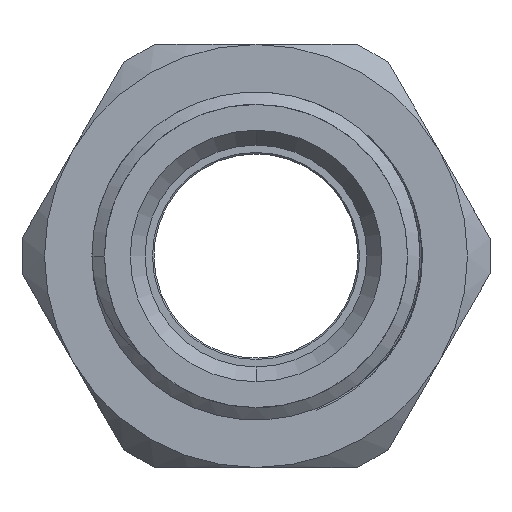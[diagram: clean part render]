
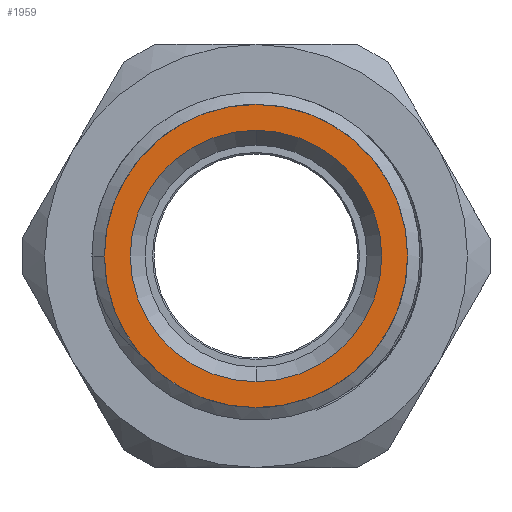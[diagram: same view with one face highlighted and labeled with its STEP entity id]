
A CAD part, front view. The second image highlights one B-rep face of the part: STEP entity #1959.
In plain terms, the highlighted planar face has unit normal (0, -1, 0).
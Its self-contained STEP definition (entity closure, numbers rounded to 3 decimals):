
#666 = AXIS2_PLACEMENT_3D ( 'NONE', #1695, #8921, #2733 ) ;
#843 = ORIENTED_EDGE ( 'NONE', *, *, #3916, .T. ) ;
#1159 = PLANE ( 'NONE',  #4287 ) ;
#1306 = EDGE_CURVE ( 'NONE', #4116, #5799, #3154, .T. ) ;
#1621 = DIRECTION ( 'NONE',  ( 0., -1., 0. ) ) ;
#1659 = FACE_OUTER_BOUND ( 'NONE', #6501, .T. ) ;
#1695 = CARTESIAN_POINT ( 'NONE',  ( 0., -13.1, 0. ) ) ;
#1959 = ADVANCED_FACE ( 'NONE', ( #1659, #4395 ), #1159, .T. ) ;
#2660 = ORIENTED_EDGE ( 'NONE', *, *, #4474, .F. ) ;
#2733 = DIRECTION ( 'NONE',  ( 0., 0., -1. ) ) ;
#2962 = CARTESIAN_POINT ( 'NONE',  ( 0., -13.1, -10.25 ) ) ;
#3154 = CIRCLE ( 'NONE', #666, 10.25 ) ;
#3226 = DIRECTION ( 'NONE',  ( 0., -1., 0. ) ) ;
#3559 = CIRCLE ( 'NONE', #11761, 10.25 ) ;
#3702 = CARTESIAN_POINT ( 'NONE',  ( 0., -13.1, 0. ) ) ;
#3916 = EDGE_CURVE ( 'NONE', #5799, #4116, #3559, .T. ) ;
#3986 = VERTEX_POINT ( 'NONE', #4769 ) ;
#4116 = VERTEX_POINT ( 'NONE', #2962 ) ;
#4287 = AXIS2_PLACEMENT_3D ( 'NONE', #12501, #3226, #10454 ) ;
#4306 = EDGE_CURVE ( 'NONE', #3986, #6617, #7604, .T. ) ;
#4395 = FACE_BOUND ( 'NONE', #11359, .T. ) ;
#4474 = EDGE_CURVE ( 'NONE', #6617, #3986, #6277, .T. ) ;
#4709 = CARTESIAN_POINT ( 'NONE',  ( 0., -13.1, 10.25 ) ) ;
#4741 = DIRECTION ( 'NONE',  ( 0., 0., -1. ) ) ;
#4769 = CARTESIAN_POINT ( 'NONE',  ( 0., -13.1, -8.5 ) ) ;
#5431 = AXIS2_PLACEMENT_3D ( 'NONE', #3702, #10925, #4741 ) ;
#5457 = CARTESIAN_POINT ( 'NONE',  ( 0., -13.1, 0. ) ) ;
#5799 = VERTEX_POINT ( 'NONE', #4709 ) ;
#6277 = CIRCLE ( 'NONE', #5431, 8.5 ) ;
#6501 = EDGE_LOOP ( 'NONE', ( #843, #10205 ) ) ;
#6509 = DIRECTION ( 'NONE',  ( 0., 0., -1. ) ) ;
#6551 = CARTESIAN_POINT ( 'NONE',  ( 0., -13.1, 8.5 ) ) ;
#6617 = VERTEX_POINT ( 'NONE', #6551 ) ;
#7078 = AXIS2_PLACEMENT_3D ( 'NONE', #5457, #12719, #6509 ) ;
#7604 = CIRCLE ( 'NONE', #7078, 8.5 ) ;
#7813 = CARTESIAN_POINT ( 'NONE',  ( 0., -13.1, 0. ) ) ;
#8844 = DIRECTION ( 'NONE',  ( 0., 0., -1. ) ) ;
#8921 = DIRECTION ( 'NONE',  ( 0., -1., 0. ) ) ;
#10205 = ORIENTED_EDGE ( 'NONE', *, *, #1306, .T. ) ;
#10454 = DIRECTION ( 'NONE',  ( 0., 0., -1. ) ) ;
#10925 = DIRECTION ( 'NONE',  ( 0., -1., 0. ) ) ;
#11359 = EDGE_LOOP ( 'NONE', ( #2660, #12914 ) ) ;
#11761 = AXIS2_PLACEMENT_3D ( 'NONE', #7813, #1621, #8844 ) ;
#12501 = CARTESIAN_POINT ( 'NONE',  ( 0., -13.1, 0. ) ) ;
#12719 = DIRECTION ( 'NONE',  ( 0., -1., 0. ) ) ;
#12914 = ORIENTED_EDGE ( 'NONE', *, *, #4306, .F. ) ;
